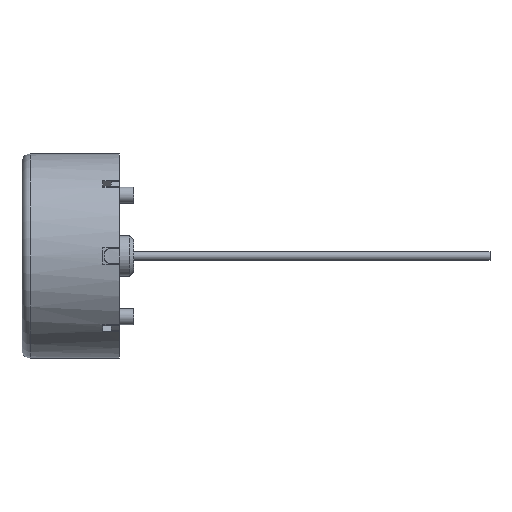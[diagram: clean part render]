
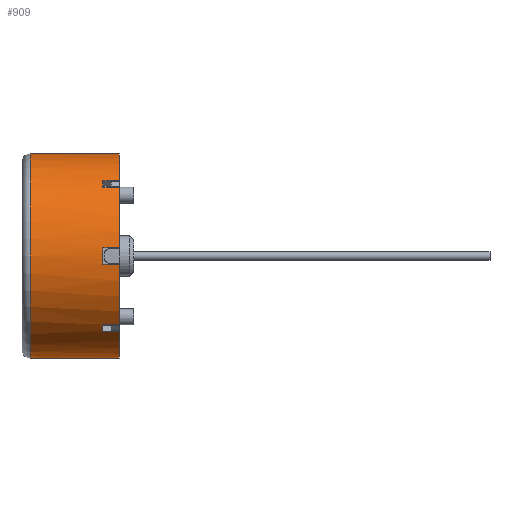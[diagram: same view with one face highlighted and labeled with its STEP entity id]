
A CAD part, left-side view. The second image highlights one B-rep face of the part: STEP entity #909.
In plain terms, the highlighted cylindrical face has radius 6.3 mm (diameter 12.6 mm), a partial arc.
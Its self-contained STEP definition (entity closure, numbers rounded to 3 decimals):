
#87 = CARTESIAN_POINT ( 'NONE',  ( -4.662, 1.9, 4.238 ) ) ;
#93 = CIRCLE ( 'NONE', #1204, 6.3 ) ;
#130 = LINE ( 'NONE', #2925, #1586 ) ;
#167 = ORIENTED_EDGE ( 'NONE', *, *, #3402, .T. ) ;
#184 = CARTESIAN_POINT ( 'NONE',  ( -4.238, 1.9, -4.662 ) ) ;
#190 = VERTEX_POINT ( 'NONE', #3012 ) ;
#213 = VERTEX_POINT ( 'NONE', #2172 ) ;
#294 = CARTESIAN_POINT ( 'NONE',  ( 0., 0.9, 0. ) ) ;
#296 = EDGE_CURVE ( 'NONE', #190, #1199, #3694, .T. ) ;
#352 = CARTESIAN_POINT ( 'NONE',  ( 0., 6.4, 6.3 ) ) ;
#354 = VERTEX_POINT ( 'NONE', #1332 ) ;
#366 = ORIENTED_EDGE ( 'NONE', *, *, #943, .F. ) ;
#443 = CARTESIAN_POINT ( 'NONE',  ( 0., 31.619, 6.3 ) ) ;
#453 = LINE ( 'NONE', #3382, #3371 ) ;
#473 = AXIS2_PLACEMENT_3D ( 'NONE', #3584, #3024, #3328 ) ;
#490 = EDGE_CURVE ( 'NONE', #1285, #354, #3243, .T. ) ;
#498 = CIRCLE ( 'NONE', #3244, 6.3 ) ;
#509 = CYLINDRICAL_SURFACE ( 'NONE', #2504, 6.3 ) ;
#553 = EDGE_CURVE ( 'NONE', #3046, #1880, #863, .T. ) ;
#571 = CARTESIAN_POINT ( 'NONE',  ( -4.238, 1.9, -4.662 ) ) ;
#604 = FACE_OUTER_BOUND ( 'NONE', #3456, .T. ) ;
#621 = CARTESIAN_POINT ( 'NONE',  ( -4.662, 0.9, 4.238 ) ) ;
#658 = EDGE_CURVE ( 'NONE', #1218, #213, #93, .T. ) ;
#741 = CARTESIAN_POINT ( 'NONE',  ( -4.238, 0.9, -4.662 ) ) ;
#751 = CARTESIAN_POINT ( 'NONE',  ( 0., 31.619, 0. ) ) ;
#762 = DIRECTION ( 'NONE',  ( 0., -1., 0. ) ) ;
#863 = CIRCLE ( 'NONE', #1227, 6.3 ) ;
#882 = CARTESIAN_POINT ( 'NONE',  ( 0., 1.9, 0. ) ) ;
#894 = VERTEX_POINT ( 'NONE', #3031 ) ;
#909 = ADVANCED_FACE ( 'NONE', ( #604 ), #509, .T. ) ;
#943 = EDGE_CURVE ( 'NONE', #3384, #1466, #3342, .T. ) ;
#989 = CARTESIAN_POINT ( 'NONE',  ( -4.238, 1.9, 4.662 ) ) ;
#1044 = LINE ( 'NONE', #1646, #1412 ) ;
#1072 = DIRECTION ( 'NONE',  ( 0., -1., 0. ) ) ;
#1100 = DIRECTION ( 'NONE',  ( 0., -1., 0. ) ) ;
#1171 = DIRECTION ( 'NONE',  ( 0., 0., 1. ) ) ;
#1199 = VERTEX_POINT ( 'NONE', #1566 ) ;
#1204 = AXIS2_PLACEMENT_3D ( 'NONE', #1569, #3019, #3570 ) ;
#1212 = VERTEX_POINT ( 'NONE', #3359 ) ;
#1218 = VERTEX_POINT ( 'NONE', #1651 ) ;
#1226 = ORIENTED_EDGE ( 'NONE', *, *, #2705, .T. ) ;
#1227 = AXIS2_PLACEMENT_3D ( 'NONE', #2310, #2936, #1171 ) ;
#1251 = ORIENTED_EDGE ( 'NONE', *, *, #2800, .T. ) ;
#1285 = VERTEX_POINT ( 'NONE', #3181 ) ;
#1303 = AXIS2_PLACEMENT_3D ( 'NONE', #1351, #2472, #1587 ) ;
#1332 = CARTESIAN_POINT ( 'NONE',  ( -6.28, 0.9, -0.5 ) ) ;
#1343 = DIRECTION ( 'NONE',  ( 0., -1., 0. ) ) ;
#1351 = CARTESIAN_POINT ( 'NONE',  ( 0., 0.9, 0. ) ) ;
#1362 = CIRCLE ( 'NONE', #1303, 6.3 ) ;
#1384 = LINE ( 'NONE', #2267, #3078 ) ;
#1412 = VECTOR ( 'NONE', #1100, 1000. ) ;
#1466 = VERTEX_POINT ( 'NONE', #571 ) ;
#1471 = DIRECTION ( 'NONE',  ( 0., 0., -1. ) ) ;
#1496 = ORIENTED_EDGE ( 'NONE', *, *, #2400, .F. ) ;
#1528 = VERTEX_POINT ( 'NONE', #621 ) ;
#1566 = CARTESIAN_POINT ( 'NONE',  ( -4.238, 0.9, 4.662 ) ) ;
#1569 = CARTESIAN_POINT ( 'NONE',  ( 0., 1.9, 0. ) ) ;
#1573 = ORIENTED_EDGE ( 'NONE', *, *, #1772, .T. ) ;
#1586 = VECTOR ( 'NONE', #2950, 1000. ) ;
#1587 = DIRECTION ( 'NONE',  ( 0., 0., 1. ) ) ;
#1592 = VERTEX_POINT ( 'NONE', #352 ) ;
#1646 = CARTESIAN_POINT ( 'NONE',  ( -6.28, 1.9, -0.5 ) ) ;
#1651 = CARTESIAN_POINT ( 'NONE',  ( -6.28, 1.9, 0.5 ) ) ;
#1675 = EDGE_CURVE ( 'NONE', #894, #1528, #2993, .T. ) ;
#1681 = DIRECTION ( 'NONE',  ( 0., 0., 1. ) ) ;
#1709 = ORIENTED_EDGE ( 'NONE', *, *, #2034, .T. ) ;
#1750 = CARTESIAN_POINT ( 'NONE',  ( 0., 0.9, -6.3 ) ) ;
#1769 = DIRECTION ( 'NONE',  ( 0., 1., 0. ) ) ;
#1772 = EDGE_CURVE ( 'NONE', #1212, #1528, #2639, .T. ) ;
#1776 = VECTOR ( 'NONE', #3339, 1000. ) ;
#1880 = VERTEX_POINT ( 'NONE', #741 ) ;
#1901 = DIRECTION ( 'NONE',  ( 0., -1., 0. ) ) ;
#1910 = DIRECTION ( 'NONE',  ( 0., 0., 1. ) ) ;
#1981 = ORIENTED_EDGE ( 'NONE', *, *, #658, .F. ) ;
#1992 = AXIS2_PLACEMENT_3D ( 'NONE', #294, #1769, #2032 ) ;
#2032 = DIRECTION ( 'NONE',  ( 0., 0., 1. ) ) ;
#2034 = EDGE_CURVE ( 'NONE', #3384, #1285, #1384, .T. ) ;
#2112 = CARTESIAN_POINT ( 'NONE',  ( 0., 0.9, 6.3 ) ) ;
#2153 = DIRECTION ( 'NONE',  ( 0., 0., -1. ) ) ;
#2172 = CARTESIAN_POINT ( 'NONE',  ( -6.28, 1.9, -0.5 ) ) ;
#2233 = VECTOR ( 'NONE', #3526, 1000. ) ;
#2267 = CARTESIAN_POINT ( 'NONE',  ( -4.662, 1.9, -4.238 ) ) ;
#2310 = CARTESIAN_POINT ( 'NONE',  ( 0., 0.9, 0. ) ) ;
#2387 = ORIENTED_EDGE ( 'NONE', *, *, #3638, .F. ) ;
#2391 = AXIS2_PLACEMENT_3D ( 'NONE', #882, #3186, #1471 ) ;
#2396 = ORIENTED_EDGE ( 'NONE', *, *, #3590, .F. ) ;
#2400 = EDGE_CURVE ( 'NONE', #190, #894, #3388, .T. ) ;
#2472 = DIRECTION ( 'NONE',  ( 0., 1., 0. ) ) ;
#2475 = ORIENTED_EDGE ( 'NONE', *, *, #2825, .F. ) ;
#2488 = VECTOR ( 'NONE', #1343, 1000. ) ;
#2504 = AXIS2_PLACEMENT_3D ( 'NONE', #751, #3582, #2153 ) ;
#2506 = CARTESIAN_POINT ( 'NONE',  ( 0., 6.4, 0. ) ) ;
#2508 = ORIENTED_EDGE ( 'NONE', *, *, #3160, .T. ) ;
#2639 = CIRCLE ( 'NONE', #473, 6.3 ) ;
#2650 = ORIENTED_EDGE ( 'NONE', *, *, #1675, .F. ) ;
#2685 = CARTESIAN_POINT ( 'NONE',  ( 0., 6.4, -6.3 ) ) ;
#2705 = EDGE_CURVE ( 'NONE', #1199, #3499, #1362, .T. ) ;
#2787 = CARTESIAN_POINT ( 'NONE',  ( 0., 1.9, 0. ) ) ;
#2800 = EDGE_CURVE ( 'NONE', #1592, #3507, #498, .T. ) ;
#2825 = EDGE_CURVE ( 'NONE', #213, #354, #1044, .T. ) ;
#2828 = ORIENTED_EDGE ( 'NONE', *, *, #296, .T. ) ;
#2925 = CARTESIAN_POINT ( 'NONE',  ( -6.28, 1.9, 0.5 ) ) ;
#2936 = DIRECTION ( 'NONE',  ( 0., 1., 0. ) ) ;
#2950 = DIRECTION ( 'NONE',  ( 0., -1., 0. ) ) ;
#2971 = VECTOR ( 'NONE', #1901, 1000. ) ;
#2993 = LINE ( 'NONE', #87, #2233 ) ;
#3012 = CARTESIAN_POINT ( 'NONE',  ( -4.238, 1.9, 4.662 ) ) ;
#3019 = DIRECTION ( 'NONE',  ( 0., -1., 0. ) ) ;
#3024 = DIRECTION ( 'NONE',  ( 0., 1., 0. ) ) ;
#3031 = CARTESIAN_POINT ( 'NONE',  ( -4.662, 1.9, 4.238 ) ) ;
#3046 = VERTEX_POINT ( 'NONE', #1750 ) ;
#3070 = AXIS2_PLACEMENT_3D ( 'NONE', #2787, #1072, #1910 ) ;
#3078 = VECTOR ( 'NONE', #3129, 1000. ) ;
#3095 = DIRECTION ( 'NONE',  ( 0., -1., 0. ) ) ;
#3129 = DIRECTION ( 'NONE',  ( 0., -1., 0. ) ) ;
#3160 = EDGE_CURVE ( 'NONE', #3507, #3046, #453, .T. ) ;
#3181 = CARTESIAN_POINT ( 'NONE',  ( -4.662, 0.9, -4.238 ) ) ;
#3186 = DIRECTION ( 'NONE',  ( 0., -1., 0. ) ) ;
#3209 = ORIENTED_EDGE ( 'NONE', *, *, #553, .T. ) ;
#3223 = CARTESIAN_POINT ( 'NONE',  ( -4.662, 1.9, -4.238 ) ) ;
#3239 = LINE ( 'NONE', #443, #2488 ) ;
#3243 = CIRCLE ( 'NONE', #1992, 6.3 ) ;
#3244 = AXIS2_PLACEMENT_3D ( 'NONE', #2506, #762, #1681 ) ;
#3328 = DIRECTION ( 'NONE',  ( 0., 0., 1. ) ) ;
#3339 = DIRECTION ( 'NONE',  ( 0., -1., 0. ) ) ;
#3342 = CIRCLE ( 'NONE', #3070, 6.3 ) ;
#3359 = CARTESIAN_POINT ( 'NONE',  ( -6.28, 0.9, 0.5 ) ) ;
#3371 = VECTOR ( 'NONE', #3095, 1000. ) ;
#3382 = CARTESIAN_POINT ( 'NONE',  ( 0., 31.619, -6.3 ) ) ;
#3384 = VERTEX_POINT ( 'NONE', #3223 ) ;
#3388 = CIRCLE ( 'NONE', #2391, 6.3 ) ;
#3402 = EDGE_CURVE ( 'NONE', #1218, #1212, #130, .T. ) ;
#3456 = EDGE_LOOP ( 'NONE', ( #2396, #1251, #2508, #3209, #2387, #366, #1709, #3567, #2475, #1981, #167, #1573, #2650, #1496, #2828, #1226 ) ) ;
#3499 = VERTEX_POINT ( 'NONE', #2112 ) ;
#3507 = VERTEX_POINT ( 'NONE', #2685 ) ;
#3526 = DIRECTION ( 'NONE',  ( 0., -1., 0. ) ) ;
#3567 = ORIENTED_EDGE ( 'NONE', *, *, #490, .T. ) ;
#3570 = DIRECTION ( 'NONE',  ( 0., 0., -1. ) ) ;
#3582 = DIRECTION ( 'NONE',  ( 0., -1., 0. ) ) ;
#3584 = CARTESIAN_POINT ( 'NONE',  ( 0., 0.9, 0. ) ) ;
#3590 = EDGE_CURVE ( 'NONE', #1592, #3499, #3239, .T. ) ;
#3638 = EDGE_CURVE ( 'NONE', #1466, #1880, #3732, .T. ) ;
#3694 = LINE ( 'NONE', #989, #1776 ) ;
#3732 = LINE ( 'NONE', #184, #2971 ) ;
